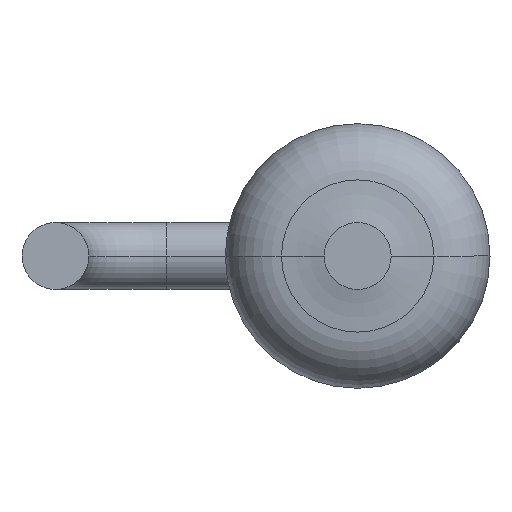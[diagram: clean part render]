
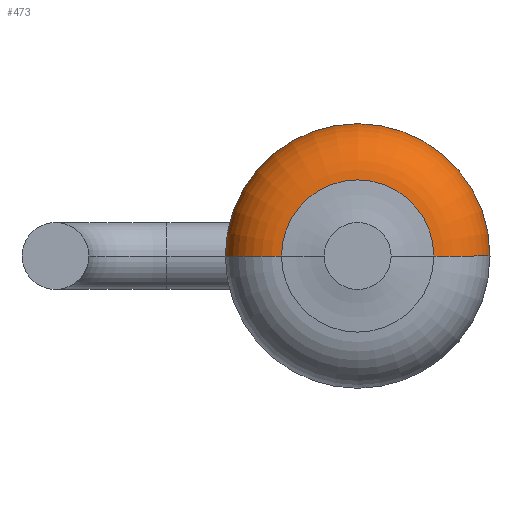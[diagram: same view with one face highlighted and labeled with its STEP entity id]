
A CAD part, front view. The second image highlights one B-rep face of the part: STEP entity #473.
In plain terms, the highlighted toroidal (fillet/blend) face has major radius 0.49 mm and minor radius 0.4 mm.
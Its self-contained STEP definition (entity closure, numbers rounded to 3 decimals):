
#98 = AXIS2_PLACEMENT_3D ( 'NONE', #984, #1487, #150 ) ;
#101 = VERTEX_POINT ( 'NONE', #1228 ) ;
#150 = DIRECTION ( 'NONE',  ( -1., 0., 0. ) ) ;
#213 = CARTESIAN_POINT ( 'NONE',  ( 0.512, -1.752, 0. ) ) ;
#230 = AXIS2_PLACEMENT_3D ( 'NONE', #1270, #348, #523 ) ;
#248 = EDGE_CURVE ( 'NONE', #1373, #625, #1615, .T. ) ;
#249 = DIRECTION ( 'NONE',  ( -1., 0., 0. ) ) ;
#257 = CARTESIAN_POINT ( 'NONE',  ( -0.512, -1.752, 0. ) ) ;
#348 = DIRECTION ( 'NONE',  ( 0., 0., 1. ) ) ;
#374 = EDGE_LOOP ( 'NONE', ( #551, #835, #1082, #1355 ) ) ;
#417 = CARTESIAN_POINT ( 'NONE',  ( 0., -1.353, 0. ) ) ;
#473 = ADVANCED_FACE ( 'NONE', ( #1531 ), #1142, .T. ) ;
#523 = DIRECTION ( 'NONE',  ( 1., 0., 0. ) ) ;
#528 = AXIS2_PLACEMENT_3D ( 'NONE', #417, #1418, #249 ) ;
#533 = AXIS2_PLACEMENT_3D ( 'NONE', #1644, #1547, #1393 ) ;
#551 = ORIENTED_EDGE ( 'NONE', *, *, #1388, .F. ) ;
#625 = VERTEX_POINT ( 'NONE', #1182 ) ;
#727 = DIRECTION ( 'NONE',  ( 0., -1., 0. ) ) ;
#746 = DIRECTION ( 'NONE',  ( 1., 0., 0. ) ) ;
#835 = ORIENTED_EDGE ( 'NONE', *, *, #248, .T. ) ;
#916 = CIRCLE ( 'NONE', #533, 0.89 ) ;
#971 = EDGE_CURVE ( 'NONE', #101, #625, #916, .T. ) ;
#984 = CARTESIAN_POINT ( 'NONE',  ( -0.49, -1.353, 0. ) ) ;
#1011 = VERTEX_POINT ( 'NONE', #257 ) ;
#1082 = ORIENTED_EDGE ( 'NONE', *, *, #971, .F. ) ;
#1130 = CARTESIAN_POINT ( 'NONE',  ( 0., -1.752, 0. ) ) ;
#1142 = TOROIDAL_SURFACE ( 'NONE', #528, 0.49, 0.4 ) ;
#1182 = CARTESIAN_POINT ( 'NONE',  ( 0.89, -1.353, 0. ) ) ;
#1221 = AXIS2_PLACEMENT_3D ( 'NONE', #1130, #727, #746 ) ;
#1228 = CARTESIAN_POINT ( 'NONE',  ( -0.89, -1.353, 0. ) ) ;
#1270 = CARTESIAN_POINT ( 'NONE',  ( 0.49, -1.353, 0. ) ) ;
#1355 = ORIENTED_EDGE ( 'NONE', *, *, #1458, .F. ) ;
#1373 = VERTEX_POINT ( 'NONE', #213 ) ;
#1388 = EDGE_CURVE ( 'NONE', #1373, #1011, #1574, .T. ) ;
#1393 = DIRECTION ( 'NONE',  ( -1., 0., 0. ) ) ;
#1418 = DIRECTION ( 'NONE',  ( 0., 1., 0. ) ) ;
#1458 = EDGE_CURVE ( 'NONE', #1011, #101, #1494, .T. ) ;
#1487 = DIRECTION ( 'NONE',  ( 0., 0., -1. ) ) ;
#1494 = CIRCLE ( 'NONE', #98, 0.4 ) ;
#1531 = FACE_OUTER_BOUND ( 'NONE', #374, .T. ) ;
#1547 = DIRECTION ( 'NONE',  ( 0., 1., 0. ) ) ;
#1574 = CIRCLE ( 'NONE', #1221, 0.512 ) ;
#1615 = CIRCLE ( 'NONE', #230, 0.4 ) ;
#1644 = CARTESIAN_POINT ( 'NONE',  ( 0., -1.353, 0. ) ) ;
